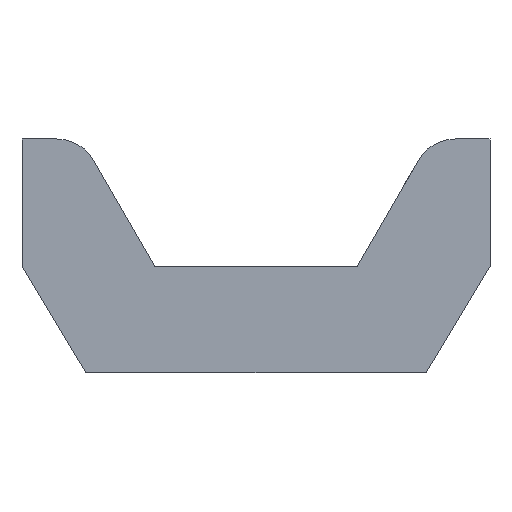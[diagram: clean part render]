
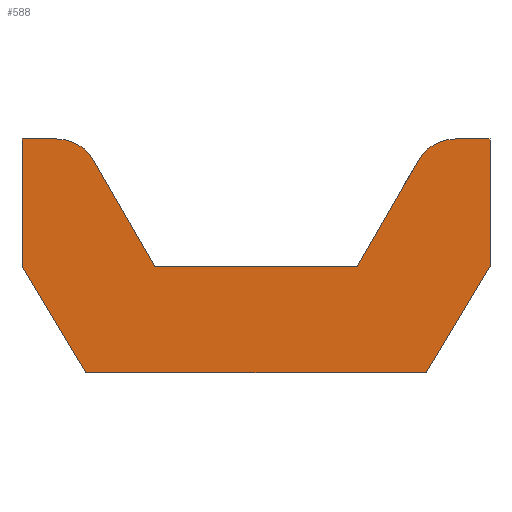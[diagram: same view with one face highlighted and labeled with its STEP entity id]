
A CAD part, front view. The second image highlights one B-rep face of the part: STEP entity #588.
In plain terms, the highlighted planar face has unit normal (0, -1, 0).
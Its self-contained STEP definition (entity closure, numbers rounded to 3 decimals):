
#15=LINE($,#792,#89);
#22=LINE($,#806,#96);
#36=LINE($,#831,#110);
#62=LINE($,#884,#136);
#65=LINE($,#890,#139);
#69=LINE($,#898,#143);
#74=LINE($,#906,#148);
#80=LINE($,#922,#154);
#83=LINE($,#932,#157);
#86=LINE($,#936,#160);
#89=VECTOR($,#647,5.774);
#96=VECTOR($,#656,9.5);
#110=VECTOR($,#672,5.774);
#136=VECTOR($,#716,5.831);
#139=VECTOR($,#721,6.);
#143=VECTOR($,#727,16.);
#148=VECTOR($,#734,5.831);
#154=VECTOR($,#750,1.631);
#157=VECTOR($,#763,1.631);
#160=VECTOR($,#768,6.);
#196=FACE_OUTER_BOUND($,#228,.T.);
#228=EDGE_LOOP($,(#527,#528,#529,#530,#531,#532,#533,#534,#535,#536,#537,
#538));
#235=CIRCLE($,#620,2.);
#236=CIRCLE($,#622,2.);
#243=VERTEX_POINT($,#789);
#244=VERTEX_POINT($,#791);
#250=VERTEX_POINT($,#804);
#260=VERTEX_POINT($,#829);
#277=VERTEX_POINT($,#881);
#278=VERTEX_POINT($,#883);
#279=VERTEX_POINT($,#887);
#280=VERTEX_POINT($,#889);
#283=VERTEX_POINT($,#897);
#290=VERTEX_POINT($,#921);
#291=VERTEX_POINT($,#927);
#292=VERTEX_POINT($,#931);
#299=EDGE_CURVE($,#243,#244,#15,.T.);
#306=EDGE_CURVE($,#250,#243,#22,.T.);
#320=EDGE_CURVE($,#260,#250,#36,.T.);
#346=EDGE_CURVE($,#277,#278,#62,.T.);
#349=EDGE_CURVE($,#279,#280,#65,.T.);
#353=EDGE_CURVE($,#278,#283,#69,.T.);
#358=EDGE_CURVE($,#283,#279,#74,.T.);
#366=EDGE_CURVE($,#280,#290,#80,.T.);
#368=EDGE_CURVE($,#290,#260,#235,.T.);
#369=EDGE_CURVE($,#244,#291,#236,.T.);
#371=EDGE_CURVE($,#291,#292,#83,.T.);
#374=EDGE_CURVE($,#292,#277,#86,.T.);
#527=ORIENTED_EDGE($,*,*,#358,.F.);
#528=ORIENTED_EDGE($,*,*,#353,.F.);
#529=ORIENTED_EDGE($,*,*,#346,.F.);
#530=ORIENTED_EDGE($,*,*,#374,.F.);
#531=ORIENTED_EDGE($,*,*,#371,.F.);
#532=ORIENTED_EDGE($,*,*,#369,.F.);
#533=ORIENTED_EDGE($,*,*,#299,.F.);
#534=ORIENTED_EDGE($,*,*,#306,.F.);
#535=ORIENTED_EDGE($,*,*,#320,.F.);
#536=ORIENTED_EDGE($,*,*,#368,.F.);
#537=ORIENTED_EDGE($,*,*,#366,.F.);
#538=ORIENTED_EDGE($,*,*,#349,.F.);
#561=PLANE($,#626);
#588=ADVANCED_FACE($,(#196),#561,.T.);
#620=AXIS2_PLACEMENT_3D($,#925,#754,#755);
#622=AXIS2_PLACEMENT_3D($,#928,#758,#759);
#626=AXIS2_PLACEMENT_3D($,#938,#771,#772);
#647=DIRECTION($,(0.5,0.,0.866));
#656=DIRECTION($,(1.,0.,0.));
#672=DIRECTION($,(0.5,0.,-0.866));
#716=DIRECTION($,(-0.514,0.,-0.857));
#721=DIRECTION($,(0.,0.,1.));
#727=DIRECTION($,(-1.,0.,0.));
#734=DIRECTION($,(-0.514,0.,0.857));
#750=DIRECTION($,(1.,0.,0.));
#754=DIRECTION('center_axis',(0.,1.,0.));
#755=DIRECTION('ref_axis',(0.866,0.,0.5));
#758=DIRECTION('center_axis',(0.,1.,0.));
#759=DIRECTION('ref_axis',(0.,0.,1.));
#763=DIRECTION($,(1.,0.,0.));
#768=DIRECTION($,(0.,0.,-1.));
#771=DIRECTION('center_axis',(0.,-1.,0.));
#772=DIRECTION('ref_axis',(1.,0.,0.));
#789=CARTESIAN_POINT('',(4.75,-7.5,5.));
#791=CARTESIAN_POINT('',(7.637,-7.5,10.));
#792=CARTESIAN_POINT($,(4.75,-7.5,5.));
#804=CARTESIAN_POINT('',(-4.75,-7.5,5.));
#806=CARTESIAN_POINT($,(-4.75,-7.5,5.));
#829=CARTESIAN_POINT('',(-7.637,-7.5,10.));
#831=CARTESIAN_POINT($,(-7.637,-7.5,10.));
#881=CARTESIAN_POINT('',(11.,-7.5,5.));
#883=CARTESIAN_POINT('',(8.,-7.5,0.));
#884=CARTESIAN_POINT($,(11.,-7.5,5.));
#887=CARTESIAN_POINT('',(-11.,-7.5,5.));
#889=CARTESIAN_POINT('',(-11.,-7.5,11.));
#890=CARTESIAN_POINT($,(-11.,-7.5,5.));
#897=CARTESIAN_POINT('',(-8.,-7.5,0.));
#898=CARTESIAN_POINT($,(8.,-7.5,0.));
#906=CARTESIAN_POINT($,(-8.,-7.5,0.));
#921=CARTESIAN_POINT('',(-9.369,-7.5,11.));
#922=CARTESIAN_POINT($,(-11.,-7.5,11.));
#925=CARTESIAN_POINT('Origin',(-9.369,-7.5,9.));
#927=CARTESIAN_POINT('',(9.369,-7.5,11.));
#928=CARTESIAN_POINT('Origin',(9.369,-7.5,9.));
#931=CARTESIAN_POINT('',(11.,-7.5,11.));
#932=CARTESIAN_POINT($,(9.369,-7.5,11.));
#936=CARTESIAN_POINT($,(11.,-7.5,11.));
#938=CARTESIAN_POINT('Origin',(0.,-7.5,4.984));
